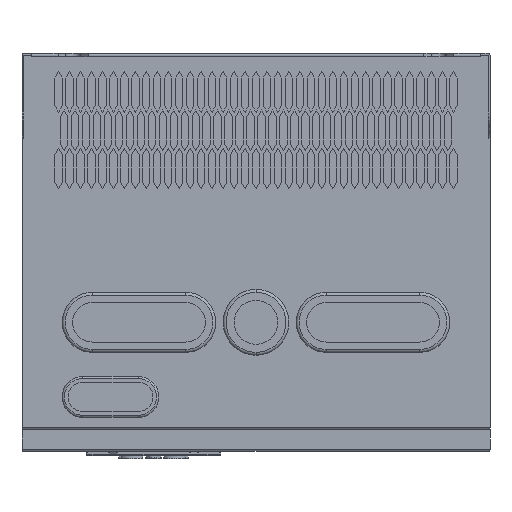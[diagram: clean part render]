
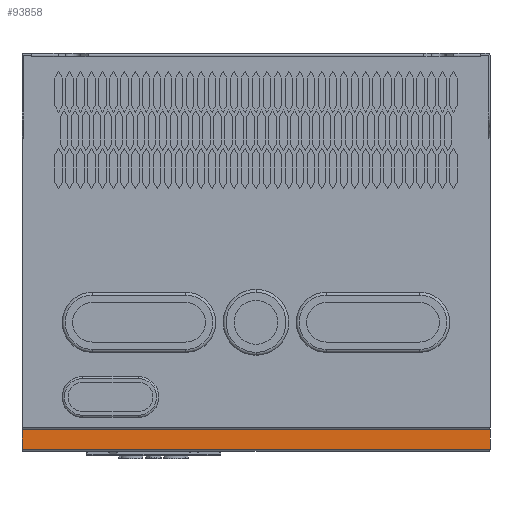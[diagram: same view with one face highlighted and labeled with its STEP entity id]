
A CAD part, front view. The second image highlights one B-rep face of the part: STEP entity #93858.
In plain terms, the highlighted planar face has unit normal (0, -1, 0).
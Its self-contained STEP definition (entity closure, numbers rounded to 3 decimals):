
#540 = DIRECTION ( 'NONE',  ( 0., 0., -1. ) ) ;
#4255 = VECTOR ( 'NONE', #540, 1000. ) ;
#4264 = VECTOR ( 'NONE', #75612, 1000. ) ;
#5392 = EDGE_CURVE ( 'NONE', #15281, #23502, #27837, .T. ) ;
#7181 = PLANE ( 'NONE',  #71789 ) ;
#15281 = VERTEX_POINT ( 'NONE', #24284 ) ;
#19316 = CARTESIAN_POINT ( 'NONE',  ( 320., -535.3, -257.2 ) ) ;
#21703 = EDGE_LOOP ( 'NONE', ( #89718, #93915, #70548, #83013 ) ) ;
#22381 = LINE ( 'NONE', #88902, #90771 ) ;
#23502 = VERTEX_POINT ( 'NONE', #46594 ) ;
#24284 = CARTESIAN_POINT ( 'NONE',  ( 0., -535.3, -257.2 ) ) ;
#27837 = LINE ( 'NONE', #59896, #4255 ) ;
#32075 = VERTEX_POINT ( 'NONE', #78576 ) ;
#36381 = CARTESIAN_POINT ( 'NONE',  ( 0., -535.3, -57.969 ) ) ;
#39254 = DIRECTION ( 'NONE',  ( -1., 0., 0. ) ) ;
#43563 = FACE_OUTER_BOUND ( 'NONE', #21703, .T. ) ;
#46594 = CARTESIAN_POINT ( 'NONE',  ( 0., -535.3, -270.8 ) ) ;
#47710 = VECTOR ( 'NONE', #39254, 1000. ) ;
#48831 = EDGE_CURVE ( 'NONE', #94531, #15281, #89979, .T. ) ;
#54086 = LINE ( 'NONE', #84193, #4264 ) ;
#59321 = EDGE_CURVE ( 'NONE', #94531, #32075, #54086, .T. ) ;
#59896 = CARTESIAN_POINT ( 'NONE',  ( 0., -535.3, -257.2 ) ) ;
#61250 = DIRECTION ( 'NONE',  ( 0., 0., -1. ) ) ;
#65609 = DIRECTION ( 'NONE',  ( 0., -1., 0. ) ) ;
#70548 = ORIENTED_EDGE ( 'NONE', *, *, #48831, .T. ) ;
#70731 = EDGE_CURVE ( 'NONE', #23502, #32075, #22381, .T. ) ;
#71789 = AXIS2_PLACEMENT_3D ( 'NONE', #36381, #65609, #61250 ) ;
#75612 = DIRECTION ( 'NONE',  ( 0., 0., -1. ) ) ;
#76593 = CARTESIAN_POINT ( 'NONE',  ( 0., -535.3, -257.2 ) ) ;
#78576 = CARTESIAN_POINT ( 'NONE',  ( 320., -535.3, -270.8 ) ) ;
#80779 = DIRECTION ( 'NONE',  ( 1., 0., 0. ) ) ;
#83013 = ORIENTED_EDGE ( 'NONE', *, *, #5392, .T. ) ;
#84193 = CARTESIAN_POINT ( 'NONE',  ( 320., -535.3, -257.2 ) ) ;
#88902 = CARTESIAN_POINT ( 'NONE',  ( 0., -535.3, -270.8 ) ) ;
#89718 = ORIENTED_EDGE ( 'NONE', *, *, #70731, .T. ) ;
#89979 = LINE ( 'NONE', #76593, #47710 ) ;
#90771 = VECTOR ( 'NONE', #80779, 1000. ) ;
#93858 = ADVANCED_FACE ( 'NONE', ( #43563 ), #7181, .T. ) ;
#93915 = ORIENTED_EDGE ( 'NONE', *, *, #59321, .F. ) ;
#94531 = VERTEX_POINT ( 'NONE', #19316 ) ;
